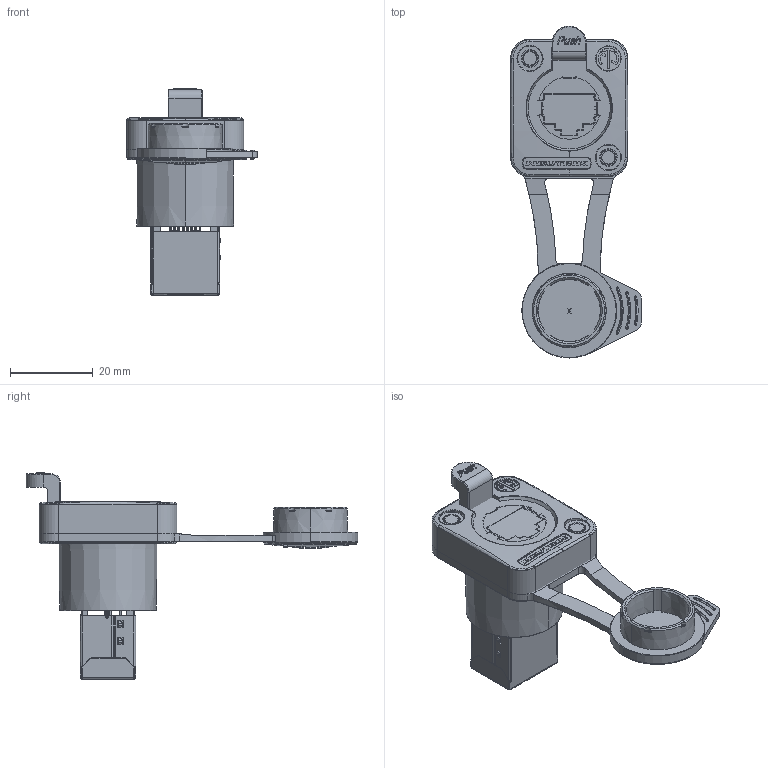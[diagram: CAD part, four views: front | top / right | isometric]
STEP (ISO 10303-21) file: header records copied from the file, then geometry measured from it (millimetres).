
FILE_DESCRIPTION((''),'2;1');
FILE_NAME('30012676','2025-07-16T02:58:48',('SYSTEM'),(''),'CREO PARAMETRIC BY PTC INC, 2023424','CREO PARAMETRIC BY PTC INC, 2023424','');
FILE_SCHEMA(('CONFIG_CONTROL_DESIGN'));
Products named in the file (1): 30012676
Bounding box: 31.7 x 80.45 x 50.1 mm (x, y, z)
Volume: 25438.3 mm3; surface area: 23675.4 mm2
Topology: 10 solids, 11 shells, 2378 faces, 6827 edges, 4491 vertices
Faces by surface type: plane 1299, cylinder 567, torus 152, bspline 121, cone 117, extrusion 79, sphere 41, revolution 2
Entity records: 87745 total; most frequent: CARTESIAN_POINT 25739, ORIENTED_EDGE 13622, DIRECTION 12381, EDGE_CURVE 6811, VERTEX_POINT 4491, AXIS2_PLACEMENT_3D 4410, VECTOR 3559, LINE 3480
